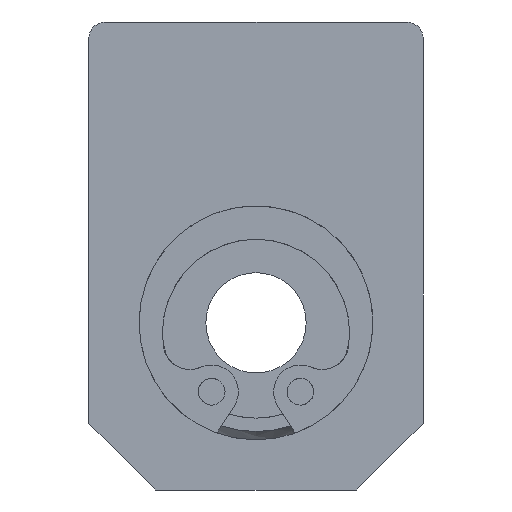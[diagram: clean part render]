
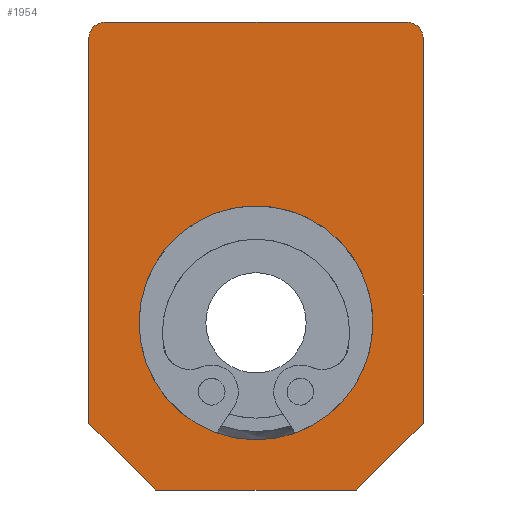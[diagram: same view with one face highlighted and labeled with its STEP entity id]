
A CAD part, left-side view. The second image highlights one B-rep face of the part: STEP entity #1954.
In plain terms, the highlighted planar face has unit normal (-1, 0, 0).
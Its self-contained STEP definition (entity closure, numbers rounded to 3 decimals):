
#1779=CARTESIAN_POINT('',(0.0,3.5,0.));
#1780=VERTEX_POINT('',#1779);
#1781=CARTESIAN_POINT('',(0.0,0.0,0.0));
#1782=DIRECTION('',(1.0,0.0,0.0));
#1783=DIRECTION('',(0.0,-1.0,0.0));
#1784=AXIS2_PLACEMENT_3D('',#1781,#1782,#1783);
#1785=CIRCLE('',#1784,3.5);
#1786=EDGE_CURVE('',#1780,#1780,#1785,.T.);
#1816=CARTESIAN_POINT('',(0.0,5.,8.5));
#1817=VERTEX_POINT('',#1816);
#1824=CARTESIAN_POINT('',(0.0,4.5,9.0));
#1825=VERTEX_POINT('',#1824);
#1826=CARTESIAN_POINT('',(0.0,4.5,8.5));
#1827=DIRECTION('',(1.,0.0,0.0));
#1828=DIRECTION('',(0.0,0.707,0.707));
#1829=AXIS2_PLACEMENT_3D('',#1826,#1827,#1828);
#1830=CIRCLE('',#1829,0.5);
#1831=EDGE_CURVE('',#1817,#1825,#1830,.T.);
#1848=CARTESIAN_POINT('',(0.0,-4.5,9.0));
#1849=VERTEX_POINT('',#1848);
#1850=CARTESIAN_POINT('',(0.0,4.5,9.0));
#1851=DIRECTION('',(0.0,-1.0,0.0));
#1852=VECTOR('',#1851,9.);
#1853=LINE('',#1850,#1852);
#1854=EDGE_CURVE('',#1825,#1849,#1853,.T.);
#1895=CARTESIAN_POINT('',(0.0,0.,2.));
#1896=DIRECTION('',(1.0,0.0,0.0));
#1897=DIRECTION('',(0.0,0.0,-1.0));
#1898=AXIS2_PLACEMENT_3D('',#1895,#1896,#1897);
#1899=PLANE('',#1898);
#1900=ORIENTED_EDGE('',*,*,#1831,.F.);
#1901=CARTESIAN_POINT('',(0.0,5.,-3.));
#1902=VERTEX_POINT('',#1901);
#1903=CARTESIAN_POINT('',(0.0,5.,-3.));
#1904=DIRECTION('',(0.0,0.0,1.0));
#1905=VECTOR('',#1904,11.5);
#1906=LINE('',#1903,#1905);
#1907=EDGE_CURVE('',#1902,#1817,#1906,.T.);
#1908=ORIENTED_EDGE('',*,*,#1907,.F.);
#1909=CARTESIAN_POINT('',(0.0,3.,-5.));
#1910=VERTEX_POINT('',#1909);
#1911=CARTESIAN_POINT('',(0.0,3.,-5.));
#1912=DIRECTION('',(0.0,0.707,0.707));
#1913=VECTOR('',#1912,2.828);
#1914=LINE('',#1911,#1913);
#1915=EDGE_CURVE('',#1910,#1902,#1914,.T.);
#1916=ORIENTED_EDGE('',*,*,#1915,.F.);
#1917=CARTESIAN_POINT('',(0.0,-3.,-5.));
#1918=VERTEX_POINT('',#1917);
#1919=CARTESIAN_POINT('',(0.0,-3.,-5.));
#1920=DIRECTION('',(0.0,1.0,0.0));
#1921=VECTOR('',#1920,6.);
#1922=LINE('',#1919,#1921);
#1923=EDGE_CURVE('',#1918,#1910,#1922,.T.);
#1924=ORIENTED_EDGE('',*,*,#1923,.F.);
#1925=CARTESIAN_POINT('',(0.0,-5.,-3.));
#1926=VERTEX_POINT('',#1925);
#1927=CARTESIAN_POINT('',(0.0,-5.,-3.));
#1928=DIRECTION('',(0.0,0.707,-0.707));
#1929=VECTOR('',#1928,2.828);
#1930=LINE('',#1927,#1929);
#1931=EDGE_CURVE('',#1926,#1918,#1930,.T.);
#1932=ORIENTED_EDGE('',*,*,#1931,.F.);
#1933=CARTESIAN_POINT('',(0.0,-5.,8.5));
#1934=VERTEX_POINT('',#1933);
#1935=CARTESIAN_POINT('',(0.0,-5.,8.5));
#1936=DIRECTION('',(0.0,0.0,-1.0));
#1937=VECTOR('',#1936,11.5);
#1938=LINE('',#1935,#1937);
#1939=EDGE_CURVE('',#1934,#1926,#1938,.T.);
#1940=ORIENTED_EDGE('',*,*,#1939,.F.);
#1941=CARTESIAN_POINT('',(0.0,-4.5,8.5));
#1942=DIRECTION('',(1.0,0.0,0.0));
#1943=DIRECTION('',(0.0,-0.707,0.707));
#1944=AXIS2_PLACEMENT_3D('',#1941,#1942,#1943);
#1945=CIRCLE('',#1944,0.5);
#1946=EDGE_CURVE('',#1849,#1934,#1945,.T.);
#1947=ORIENTED_EDGE('',*,*,#1946,.F.);
#1948=ORIENTED_EDGE('',*,*,#1854,.F.);
#1949=EDGE_LOOP('',(#1900,#1908,#1916,#1924,#1932,#1940,#1947,#1948));
#1950=FACE_OUTER_BOUND('',#1949,.T.);
#1951=ORIENTED_EDGE('',*,*,#1786,.T.);
#1952=EDGE_LOOP('',(#1951));
#1953=FACE_BOUND('',#1952,.T.);
#1954=ADVANCED_FACE('',(#1950,#1953),#1899,.F.);
